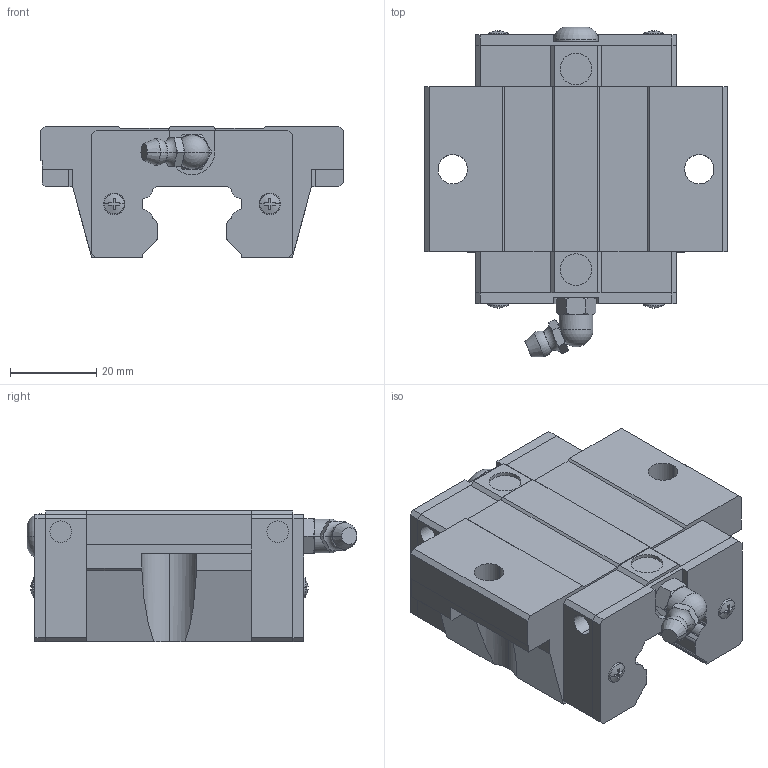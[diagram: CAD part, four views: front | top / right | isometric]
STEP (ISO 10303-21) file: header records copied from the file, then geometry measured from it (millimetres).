
FILE_DESCRIPTION(('STEP AP214'),'1');
FILE_NAME('cctmp_D5CF818B-BE18-403D-B156-F9F3DDD7C2F5_2020_4_23_15_16_1_900..stp','2020-04-23T13:16:02',('HIWIN GmbH'),('CADClick - www.CADClick.com'),'Spatial InterOp 3D',' ','unknown authorization');
FILE_SCHEMA(('AUTOMOTIVE_DESIGN'));
Length unit declared in the file: millimetre
Products named in the file (1): HGW25SCZ0H_FILE
Bounding box: 70 x 76.31 x 30.5 mm (x, y, z)
Volume: 78517.9 mm3; surface area: 17990.7 mm2
Topology: 1 solids, 4 shells, 347 faces, 927 edges, 603 vertices
Faces by surface type: plane 215, cylinder 74, cone 38, torus 18, sphere 2
Entity records: 13778 total; most frequent: CARTESIAN_POINT 2412, ORIENTED_EDGE 1850, DIRECTION 1738, EDGE_CURVE 925, VERTEX_POINT 603, AXIS2_PLACEMENT_3D 581, LINE 576, VECTOR 576
